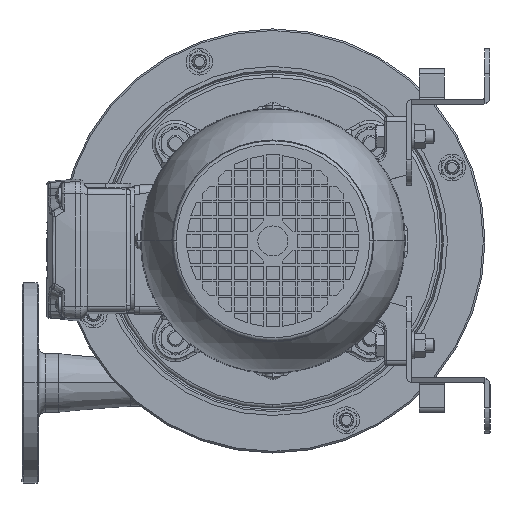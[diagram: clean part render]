
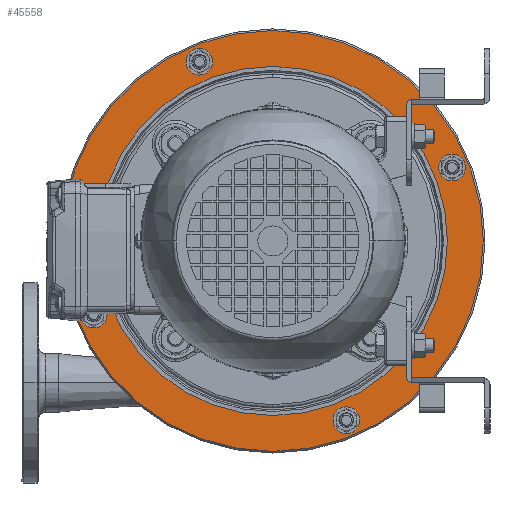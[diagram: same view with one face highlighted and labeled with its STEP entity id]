
A CAD part, left-side view. The second image highlights one B-rep face of the part: STEP entity #45558.
In plain terms, the highlighted face is planar.
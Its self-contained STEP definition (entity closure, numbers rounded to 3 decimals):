
#103 = VERTEX_POINT ( 'NONE', #9381 ) ;
#1248 = CARTESIAN_POINT ( 'NONE',  ( 0., 0., 1. ) ) ;
#1806 = EDGE_LOOP ( 'NONE', ( #35708, #21327 ) ) ;
#2250 = DIRECTION ( 'NONE',  ( 0., 0., -1. ) ) ;
#3450 = ORIENTED_EDGE ( 'NONE', *, *, #55688, .F. ) ;
#4188 = CARTESIAN_POINT ( 'NONE',  ( -39.017, -107.324, 1. ) ) ;
#5315 = AXIS2_PLACEMENT_3D ( 'NONE', #53876, #20146, #59533 ) ;
#5770 = CIRCLE ( 'NONE', #42811, 126. ) ;
#5843 = ORIENTED_EDGE ( 'NONE', *, *, #69466, .T. ) ;
#6448 = CARTESIAN_POINT ( 'NONE',  ( -107.324, 44.017, 1. ) ) ;
#6896 = DIRECTION ( 'NONE',  ( -1., 0., 0. ) ) ;
#7583 = EDGE_CURVE ( 'NONE', #103, #66760, #18749, .T. ) ;
#8636 = CARTESIAN_POINT ( 'NONE',  ( 112.324, -44.017, 1. ) ) ;
#8744 = EDGE_CURVE ( 'NONE', #45551, #9449, #13309, .T. ) ;
#9202 = CARTESIAN_POINT ( 'NONE',  ( 39.017, 107.324, 1. ) ) ;
#9324 = VERTEX_POINT ( 'NONE', #9202 ) ;
#9381 = CARTESIAN_POINT ( 'NONE',  ( -112.324, 44.017, 1. ) ) ;
#9449 = VERTEX_POINT ( 'NONE', #64832 ) ;
#9935 = FACE_BOUND ( 'NONE', #10210, .T. ) ;
#10210 = EDGE_LOOP ( 'NONE', ( #13739, #36766 ) ) ;
#11626 = ORIENTED_EDGE ( 'NONE', *, *, #41405, .F. ) ;
#11706 = FACE_OUTER_BOUND ( 'NONE', #54856, .T. ) ;
#11895 = AXIS2_PLACEMENT_3D ( 'NONE', #60508, #26732, #66179 ) ;
#11950 = CARTESIAN_POINT ( 'NONE',  ( -64.2, 0., 1. ) ) ;
#12121 = DIRECTION ( 'NONE',  ( -1., 0., 0. ) ) ;
#12801 = EDGE_CURVE ( 'NONE', #23314, #64321, #49029, .T. ) ;
#13309 = CIRCLE ( 'NONE', #11895, 5. ) ;
#13739 = ORIENTED_EDGE ( 'NONE', *, *, #16164, .F. ) ;
#15298 = CARTESIAN_POINT ( 'NONE',  ( 107.324, -44.017, 1. ) ) ;
#16164 = EDGE_CURVE ( 'NONE', #54315, #72304, #63110, .T. ) ;
#17037 = AXIS2_PLACEMENT_3D ( 'NONE', #65316, #31574, #71008 ) ;
#18749 = CIRCLE ( 'NONE', #48134, 5. ) ;
#19036 = CARTESIAN_POINT ( 'NONE',  ( -44.017, -107.324, 1. ) ) ;
#19402 = DIRECTION ( 'NONE',  ( 0., 0., -1. ) ) ;
#20146 = DIRECTION ( 'NONE',  ( 0., 0., -1. ) ) ;
#20944 = DIRECTION ( 'NONE',  ( -1., 0., 0. ) ) ;
#21327 = ORIENTED_EDGE ( 'NONE', *, *, #43777, .F. ) ;
#23121 = FACE_BOUND ( 'NONE', #42019, .T. ) ;
#23314 = VERTEX_POINT ( 'NONE', #68766 ) ;
#24685 = DIRECTION ( 'NONE',  ( -1., 0., 0. ) ) ;
#24902 = FACE_BOUND ( 'NONE', #40449, .T. ) ;
#25448 = DIRECTION ( 'NONE',  ( 0., 0., -1. ) ) ;
#25753 = CIRCLE ( 'NONE', #43984, 5. ) ;
#25841 = VERTEX_POINT ( 'NONE', #65584 ) ;
#25867 = PLANE ( 'NONE',  #17037 ) ;
#26243 = CARTESIAN_POINT ( 'NONE',  ( -107.324, 44.017, 1. ) ) ;
#26732 = DIRECTION ( 'NONE',  ( 0., 0., -1. ) ) ;
#27151 = DIRECTION ( 'NONE',  ( 0., 0., -1. ) ) ;
#27385 = EDGE_CURVE ( 'NONE', #66760, #103, #25753, .T. ) ;
#27626 = CARTESIAN_POINT ( 'NONE',  ( 0., 0., 1. ) ) ;
#27631 = CIRCLE ( 'NONE', #37041, 5. ) ;
#28911 = CARTESIAN_POINT ( 'NONE',  ( -102.324, 44.017, 1. ) ) ;
#29465 = ORIENTED_EDGE ( 'NONE', *, *, #7583, .F. ) ;
#31574 = DIRECTION ( 'NONE',  ( 0., 0., -1. ) ) ;
#31974 = DIRECTION ( 'NONE',  ( -1., 0., 0. ) ) ;
#32723 = AXIS2_PLACEMENT_3D ( 'NONE', #27626, #67075, #33313 ) ;
#33313 = DIRECTION ( 'NONE',  ( -1., 0., 0. ) ) ;
#34025 = CARTESIAN_POINT ( 'NONE',  ( 49.017, 107.324, 1. ) ) ;
#34207 = EDGE_LOOP ( 'NONE', ( #54674, #29465 ) ) ;
#34387 = AXIS2_PLACEMENT_3D ( 'NONE', #15298, #54686, #20944 ) ;
#35687 = AXIS2_PLACEMENT_3D ( 'NONE', #35977, #2250, #41677 ) ;
#35708 = ORIENTED_EDGE ( 'NONE', *, *, #8744, .F. ) ;
#35872 = VERTEX_POINT ( 'NONE', #48667 ) ;
#35977 = CARTESIAN_POINT ( 'NONE',  ( 44.017, 107.324, 1. ) ) ;
#36766 = ORIENTED_EDGE ( 'NONE', *, *, #62317, .F. ) ;
#37041 = AXIS2_PLACEMENT_3D ( 'NONE', #59210, #25448, #64899 ) ;
#38132 = FACE_BOUND ( 'NONE', #1806, .T. ) ;
#39128 = ORIENTED_EDGE ( 'NONE', *, *, #12801, .F. ) ;
#39895 = FACE_BOUND ( 'NONE', #34207, .T. ) ;
#40449 = EDGE_LOOP ( 'NONE', ( #3450, #39128 ) ) ;
#40658 = DIRECTION ( 'NONE',  ( 0., 0., -1. ) ) ;
#40847 = CARTESIAN_POINT ( 'NONE',  ( -49.017, -107.324, 1. ) ) ;
#41405 = EDGE_CURVE ( 'NONE', #9324, #45284, #43847, .T. ) ;
#41677 = DIRECTION ( 'NONE',  ( -1., 0., 0. ) ) ;
#42019 = EDGE_LOOP ( 'NONE', ( #51031, #11626 ) ) ;
#42811 = AXIS2_PLACEMENT_3D ( 'NONE', #60941, #27151, #66596 ) ;
#43644 = CIRCLE ( 'NONE', #34387, 5. ) ;
#43777 = EDGE_CURVE ( 'NONE', #9449, #45551, #43644, .T. ) ;
#43847 = CIRCLE ( 'NONE', #35687, 5. ) ;
#43984 = AXIS2_PLACEMENT_3D ( 'NONE', #26243, #65696, #31974 ) ;
#44133 = CIRCLE ( 'NONE', #70435, 5. ) ;
#45284 = VERTEX_POINT ( 'NONE', #34025 ) ;
#45529 = ORIENTED_EDGE ( 'NONE', *, *, #55098, .T. ) ;
#45551 = VERTEX_POINT ( 'NONE', #8636 ) ;
#45558 = ADVANCED_FACE ( 'NONE', ( #11706, #9935, #38132, #39895, #23121, #24902 ), #25867, .T. ) ;
#45860 = DIRECTION ( 'NONE',  ( 0., 0., -1. ) ) ;
#48134 = AXIS2_PLACEMENT_3D ( 'NONE', #6448, #45860, #12121 ) ;
#48667 = CARTESIAN_POINT ( 'NONE',  ( 126., 0., 1. ) ) ;
#49029 = CIRCLE ( 'NONE', #50706, 64.2 ) ;
#50706 = AXIS2_PLACEMENT_3D ( 'NONE', #1248, #40658, #6896 ) ;
#50757 = CIRCLE ( 'NONE', #32723, 64.2 ) ;
#51031 = ORIENTED_EDGE ( 'NONE', *, *, #57122, .F. ) ;
#53132 = CARTESIAN_POINT ( 'NONE',  ( -44.017, -107.324, 1. ) ) ;
#53876 = CARTESIAN_POINT ( 'NONE',  ( 0., 0., 1. ) ) ;
#54315 = VERTEX_POINT ( 'NONE', #4188 ) ;
#54674 = ORIENTED_EDGE ( 'NONE', *, *, #27385, .F. ) ;
#54686 = DIRECTION ( 'NONE',  ( 0., 0., -1. ) ) ;
#54856 = EDGE_LOOP ( 'NONE', ( #45529, #5843 ) ) ;
#55098 = EDGE_CURVE ( 'NONE', #35872, #25841, #68376, .T. ) ;
#55688 = EDGE_CURVE ( 'NONE', #64321, #23314, #50757, .T. ) ;
#57122 = EDGE_CURVE ( 'NONE', #45284, #9324, #27631, .T. ) ;
#58436 = DIRECTION ( 'NONE',  ( 0., 0., -1. ) ) ;
#58772 = DIRECTION ( 'NONE',  ( -1., 0., 0. ) ) ;
#59210 = CARTESIAN_POINT ( 'NONE',  ( 44.017, 107.324, 1. ) ) ;
#59533 = DIRECTION ( 'NONE',  ( -1., 0., 0. ) ) ;
#60508 = CARTESIAN_POINT ( 'NONE',  ( 107.324, -44.017, 1. ) ) ;
#60941 = CARTESIAN_POINT ( 'NONE',  ( 0., 0., 1. ) ) ;
#62317 = EDGE_CURVE ( 'NONE', #72304, #54315, #44133, .T. ) ;
#63110 = CIRCLE ( 'NONE', #66482, 5. ) ;
#64321 = VERTEX_POINT ( 'NONE', #11950 ) ;
#64832 = CARTESIAN_POINT ( 'NONE',  ( 102.324, -44.017, 1. ) ) ;
#64899 = DIRECTION ( 'NONE',  ( -1., 0., 0. ) ) ;
#65316 = CARTESIAN_POINT ( 'NONE',  ( 0., 0., 1. ) ) ;
#65584 = CARTESIAN_POINT ( 'NONE',  ( -126., 0., 1. ) ) ;
#65696 = DIRECTION ( 'NONE',  ( 0., 0., -1. ) ) ;
#66179 = DIRECTION ( 'NONE',  ( -1., 0., 0. ) ) ;
#66482 = AXIS2_PLACEMENT_3D ( 'NONE', #19036, #58436, #24685 ) ;
#66596 = DIRECTION ( 'NONE',  ( -1., 0., 0. ) ) ;
#66760 = VERTEX_POINT ( 'NONE', #28911 ) ;
#67075 = DIRECTION ( 'NONE',  ( 0., 0., -1. ) ) ;
#68376 = CIRCLE ( 'NONE', #5315, 126. ) ;
#68766 = CARTESIAN_POINT ( 'NONE',  ( 64.2, 0., 1. ) ) ;
#69466 = EDGE_CURVE ( 'NONE', #25841, #35872, #5770, .T. ) ;
#70435 = AXIS2_PLACEMENT_3D ( 'NONE', #53132, #19402, #58772 ) ;
#71008 = DIRECTION ( 'NONE',  ( -1., 0., 0. ) ) ;
#72304 = VERTEX_POINT ( 'NONE', #40847 ) ;
